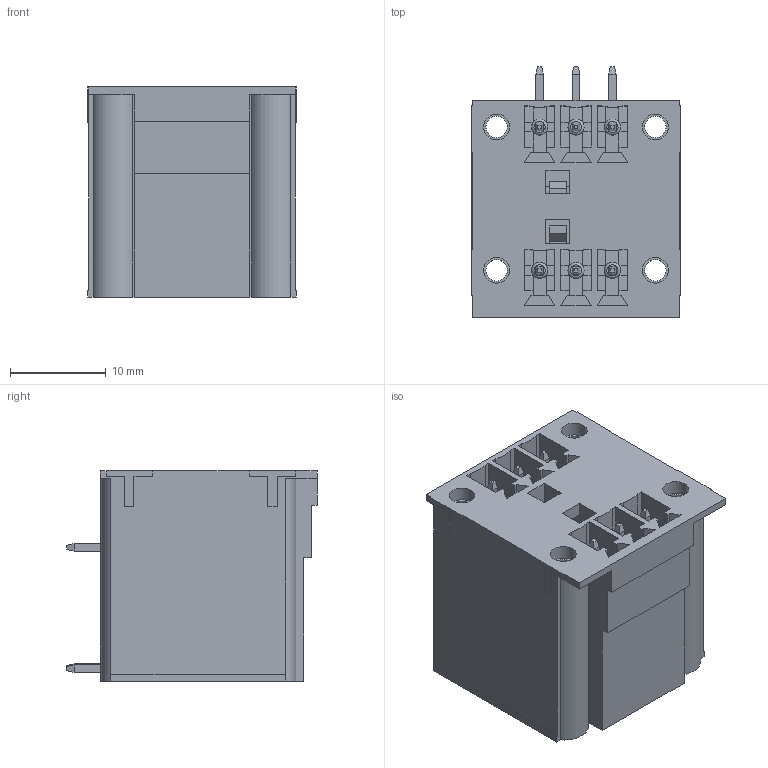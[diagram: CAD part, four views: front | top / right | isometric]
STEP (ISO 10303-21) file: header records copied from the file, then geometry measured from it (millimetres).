
FILE_DESCRIPTION(/* description */ ('Unknown'),/* implementation_level */ '2;1');
FILE_NAME(/* name */ '691328310006',/* time_stamp */ '2023-08-23T16:58:50+02:00',/* author */ ('Unknown'),/* organization */ ('Unknown'),/* preprocessor_version */ 'ST-DEVELOPER v18.102',/* originating_system */ 'Solid Edge',/* authorisation */ 'Unknown');
FILE_SCHEMA (('AUTOMOTIVE_DESIGN {1 0 10303 214 3 1 1}'));
Length unit declared in the file: millimetre
Products named in the file (6): 6913283100xx; 691328310006; 691328310006_CAPOT; 6913283100xx_PIN; 6913283100xx_PIN_LONGUE; 6913283100xx_INSERT
Assembly tree (12 placements, depth 2):
  6913283100xx
    691328310006
    691328310006_CAPOT
    6913283100xx_PIN  x3
    6913283100xx_PIN_LONGUE  x3
    6913283100xx_INSERT  x4
Bounding box: 21.82 x 26.2 x 22 mm (x, y, z)
Volume: 4090.5 mm3; surface area: 10391.7 mm2
Topology: 12 solids, 12 shells, 664 faces, 1770 edges, 1136 vertices
Faces by surface type: plane 620, cylinder 30, torus 14
Full cylindrical faces by diameter (mm): 1.68 x6, 2.25 x4, 2.7 x4
Entity records: 17734 total; most frequent: CARTESIAN_POINT 3188, ORIENTED_EDGE 3044, DIRECTION 2746, EDGE_CURVE 1522, LINE 1426, VECTOR 1426, VERTEX_POINT 994, AXIS2_PLACEMENT_3D 660
